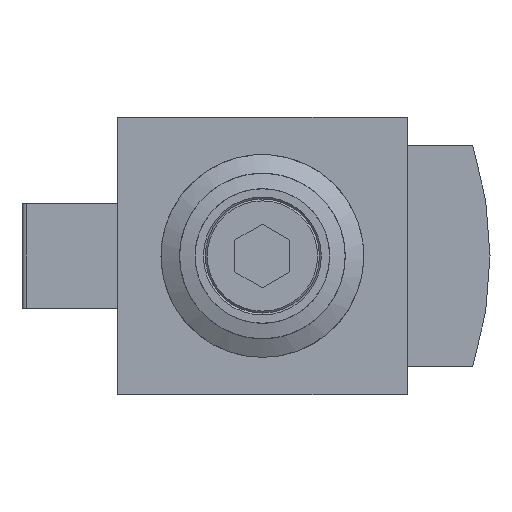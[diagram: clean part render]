
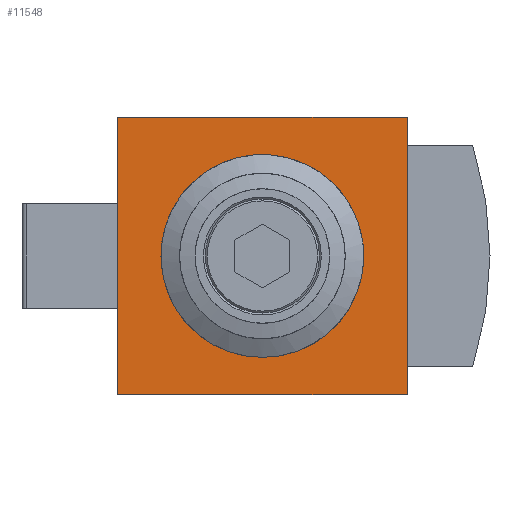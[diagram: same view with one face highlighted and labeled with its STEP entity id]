
A CAD part, front view. The second image highlights one B-rep face of the part: STEP entity #11548.
In plain terms, the highlighted planar face has unit normal (0, -1, 0).
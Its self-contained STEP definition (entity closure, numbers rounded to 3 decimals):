
#167=PLANE('',#12148);
#467=LINE('',#15166,#1321);
#574=LINE('',#15390,#1428);
#589=LINE('',#15428,#1443);
#694=LINE('',#15883,#1548);
#1321=VECTOR('',#12750,1000.);
#1428=VECTOR('',#12923,1000.);
#1443=VECTOR('',#12952,1000.);
#1548=VECTOR('',#13235,1000.);
#2914=ORIENTED_EDGE('',*,*,#5164,.F.);
#2915=ORIENTED_EDGE('',*,*,#4685,.F.);
#2916=ORIENTED_EDGE('',*,*,#4800,.F.);
#2917=ORIENTED_EDGE('',*,*,#5004,.F.);
#2918=ORIENTED_EDGE('',*,*,#4820,.F.);
#4685=EDGE_CURVE('',#5887,#5888,#467,.T.);
#4800=EDGE_CURVE('',#5971,#5887,#574,.T.);
#4820=EDGE_CURVE('',#5888,#5988,#589,.T.);
#5004=EDGE_CURVE('',#5988,#5971,#694,.T.);
#5164=EDGE_CURVE('',#6264,#6264,#6740,.F.);
#5887=VERTEX_POINT('',#15165);
#5888=VERTEX_POINT('',#15167);
#5971=VERTEX_POINT('',#15389);
#5988=VERTEX_POINT('',#15429);
#6264=VERTEX_POINT('',#16203);
#6740=CIRCLE('',#12149,14.7);
#7004=EDGE_LOOP('',(#2914));
#7005=EDGE_LOOP('',(#2915,#2916,#2917,#2918));
#7555=FACE_BOUND('',#7004,.T.);
#7556=FACE_BOUND('',#7005,.T.);
#11548=ADVANCED_FACE('',(#7555,#7556),#167,.F.);
#12148=AXIS2_PLACEMENT_3D('',#16201,#13499,#13500);
#12149=AXIS2_PLACEMENT_3D('',#16202,#13501,#13502);
#12750=DIRECTION('',(0.,0.,1.));
#12923=DIRECTION('',(-1.,0.,0.));
#12952=DIRECTION('',(1.,0.,0.));
#13235=DIRECTION('',(0.,0.,-1.));
#13499=DIRECTION('',(0.,1.,0.));
#13500=DIRECTION('',(0.,0.,1.));
#13501=DIRECTION('',(0.,1.,0.));
#13502=DIRECTION('',(0.,0.,1.));
#15165=CARTESIAN_POINT('',(-21.,-31.5,-20.1));
#15166=CARTESIAN_POINT('',(-21.,-31.5,-20.1));
#15167=CARTESIAN_POINT('',(-21.,-31.5,20.1));
#15389=CARTESIAN_POINT('',(21.,-31.5,-20.1));
#15390=CARTESIAN_POINT('',(21.,-31.5,-20.1));
#15428=CARTESIAN_POINT('',(-21.,-31.5,20.1));
#15429=CARTESIAN_POINT('',(21.,-31.5,20.1));
#15883=CARTESIAN_POINT('',(21.,-31.5,20.1));
#16201=CARTESIAN_POINT('',(0.,-31.5,0.));
#16202=CARTESIAN_POINT('',(0.,-31.5,0.));
#16203=CARTESIAN_POINT('',(0.,-31.5,14.7));
